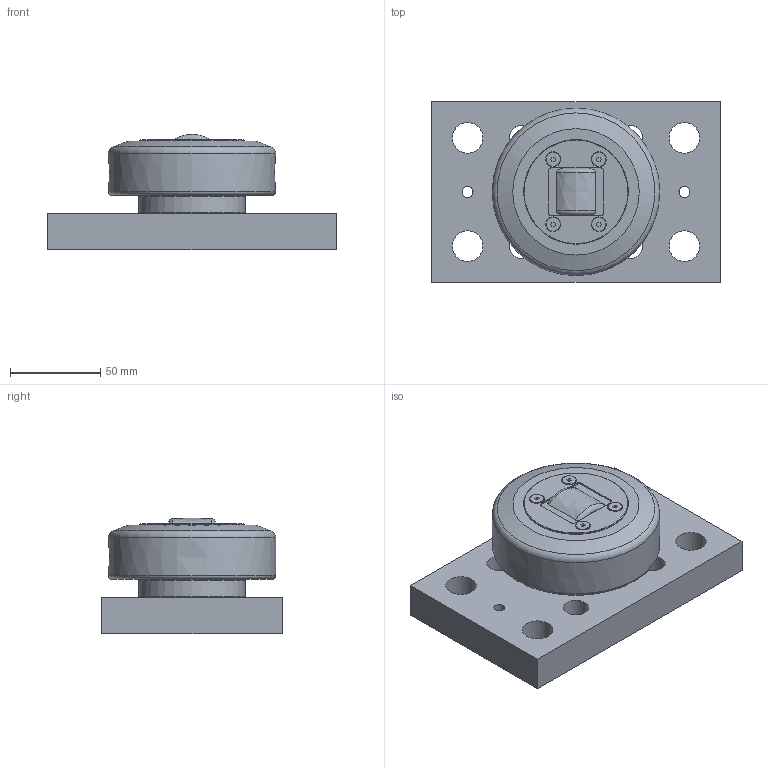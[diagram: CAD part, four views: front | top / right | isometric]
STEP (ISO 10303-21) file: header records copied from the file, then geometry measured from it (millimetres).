
FILE_DESCRIPTION(/* description */ ('-','CAx-IF Rec.Pracs.---Representation and Presentation of Product Manufacturing Information (PMI)---4.0---2014-10-13'),/* implementation_level */ '2;1');
FILE_NAME(/* name */ '650e3156-71fc-4de2-a011-3738f1e34896.stp',/* time_stamp */ '2020-04-01T16:17:21+02:00',/* author */ ('-'),/* organization */ ('NTI CADcenter A/S'),/* preprocessor_version */ 'ST-DEVELOPER v18',/* originating_system */ 'Autodesk Inventor 2020',/* authorisation */ '-');
FILE_SCHEMA (('AP242_MANAGED_MODEL_BASED_3D_ENGINEERING_MIM_LF { 1 0 10303 442 1 1 4 }'));
Length unit declared in the file: millimetre
Products named in the file (1): PT 090.0260 BR1100_Kontur
Bounding box: 160 x 100 x 64 mm (x, y, z)
Volume: 506001 mm3; surface area: 66883.3 mm2
Topology: 1 solids, 1 shells, 92 faces, 242 edges, 168 vertices
Faces by surface type: plane 52, cylinder 25, cone 9, torus 4, bspline 2
Full cylindrical faces by diameter (mm): 2.5 x1, 4.917 x1, 6 x2, 7.8 x4, 13.835 x4, 17 x4, 55.3 x1, 58 x1, 59 x1
Entity records: 3090 total; most frequent: CARTESIAN_POINT 641, DIRECTION 509, ORIENTED_EDGE 484, EDGE_CURVE 242, AXIS2_PLACEMENT_3D 188, VERTEX_POINT 168, LINE 133, VECTOR 133
